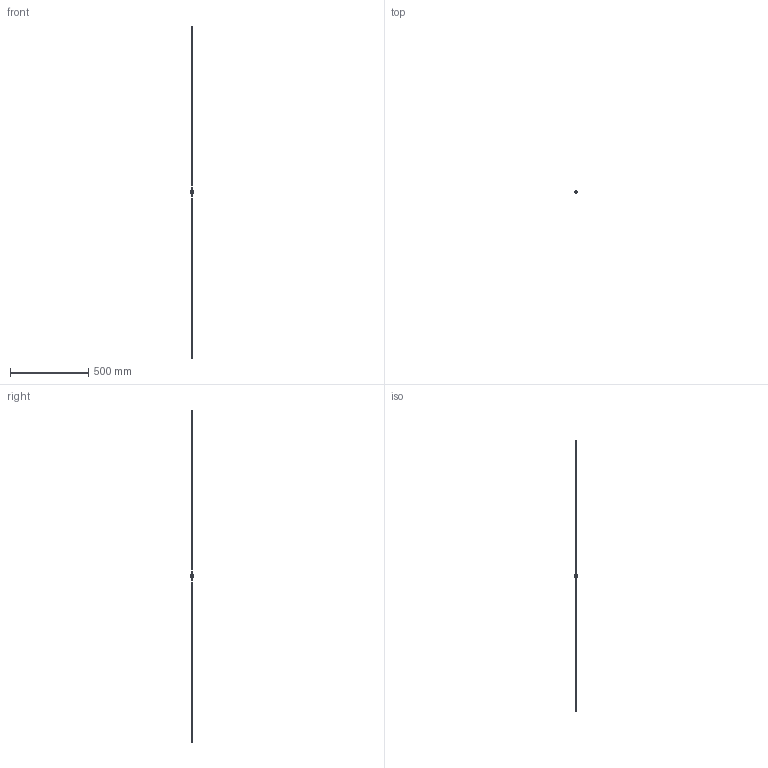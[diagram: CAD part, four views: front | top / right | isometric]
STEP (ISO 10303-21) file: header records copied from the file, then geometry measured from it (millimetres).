
FILE_DESCRIPTION (( 'STEP AP214' ), '1' );
FILE_NAME ('TTN020009-E0W.STEP', '2019-03-13T15:07:37', ( '' ), ( '' ), 'SwSTEP 2.0', 'SolidWorks 2018', '' );
FILE_SCHEMA (( 'AUTOMOTIVE_DESIGN' ));
Length unit declared in the file: inch
Products named in the file (1): TTN020009-E0W
Bounding box: 14.86 x 14.86 x 2124.96 mm (x, y, z)
Volume: 12680.9 mm3; surface area: 24629.6 mm2
Topology: 49 solids, 49 shells, 1643 faces, 4759 edges, 3274 vertices
Faces by surface type: cylinder 659, plane 543, bspline 295, cone 126, torus 16, sphere 4
Entity records: 92621 total; most frequent: CARTESIAN_POINT 30534, ORIENTED_EDGE 9370, DIRECTION 7163, EDGE_CURVE 4685, VERTEX_POINT 3274, AXIS2_PLACEMENT_3D 2942, EDGE_LOOP 1835, DIMENSIONAL_EXPONENTS 1694
